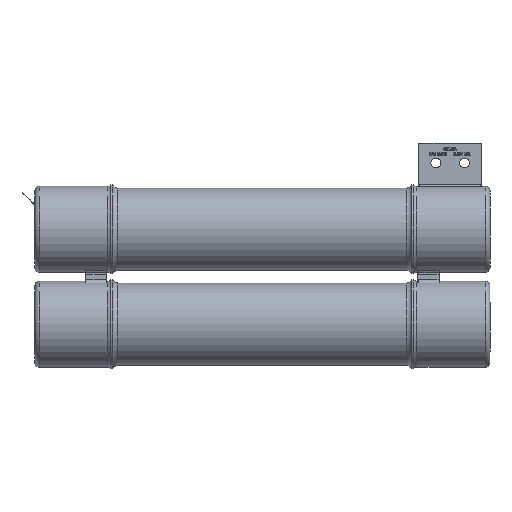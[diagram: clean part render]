
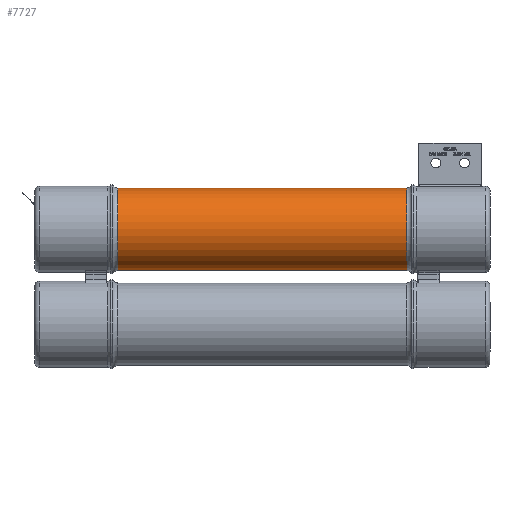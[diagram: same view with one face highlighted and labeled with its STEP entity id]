
A CAD part, top view. The second image highlights one B-rep face of the part: STEP entity #7727.
In plain terms, the highlighted cylindrical face has radius 36.5 mm (diameter 73 mm), a full revolution.
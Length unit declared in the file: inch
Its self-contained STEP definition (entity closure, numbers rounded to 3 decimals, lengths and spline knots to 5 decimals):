
#1085 = EDGE_CURVE ( 'NONE', #12415, #12415, #15509, .T. ) ;
#2605 = CIRCLE ( 'NONE', #19062, 1.437 ) ;
#3262 = CARTESIAN_POINT ( 'NONE',  ( 5.03668, 0., 1.437 ) ) ;
#3979 = AXIS2_PLACEMENT_3D ( 'NONE', #11800, #5370, #15263 ) ;
#4641 = VERTEX_POINT ( 'NONE', #3262 ) ;
#4726 = CARTESIAN_POINT ( 'NONE',  ( -5.03668, 0., 0. ) ) ;
#5370 = DIRECTION ( 'NONE',  ( -1., 0., 0. ) ) ;
#7292 = CARTESIAN_POINT ( 'NONE',  ( 5.03668, 0., 0. ) ) ;
#7727 = ADVANCED_FACE ( 'NONE', ( #16947, #8405 ), #13605, .T. ) ;
#8206 = ORIENTED_EDGE ( 'NONE', *, *, #11992, .T. ) ;
#8405 = FACE_OUTER_BOUND ( 'NONE', #9993, .T. ) ;
#9993 = EDGE_LOOP ( 'NONE', ( #8206 ) ) ;
#11505 = DIRECTION ( 'NONE',  ( -1., 0., 0. ) ) ;
#11800 = CARTESIAN_POINT ( 'NONE',  ( -9.56598, 0., 0. ) ) ;
#11992 = EDGE_CURVE ( 'NONE', #4641, #4641, #2605, .T. ) ;
#12195 = DIRECTION ( 'NONE',  ( 0., 0., 1. ) ) ;
#12415 = VERTEX_POINT ( 'NONE', #13002 ) ;
#13002 = CARTESIAN_POINT ( 'NONE',  ( -5.03668, 0., 1.437 ) ) ;
#13605 = CYLINDRICAL_SURFACE ( 'NONE', #3979, 1.437 ) ;
#15263 = DIRECTION ( 'NONE',  ( 0., 0., 1. ) ) ;
#15284 = ORIENTED_EDGE ( 'NONE', *, *, #1085, .F. ) ;
#15509 = CIRCLE ( 'NONE', #15781, 1.437 ) ;
#15781 = AXIS2_PLACEMENT_3D ( 'NONE', #4726, #11505, #19516 ) ;
#16947 = FACE_OUTER_BOUND ( 'NONE', #17685, .T. ) ;
#17685 = EDGE_LOOP ( 'NONE', ( #15284 ) ) ;
#19062 = AXIS2_PLACEMENT_3D ( 'NONE', #7292, #20335, #12195 ) ;
#19516 = DIRECTION ( 'NONE',  ( 0., 0., 1. ) ) ;
#20335 = DIRECTION ( 'NONE',  ( -1., 0., 0. ) ) ;
